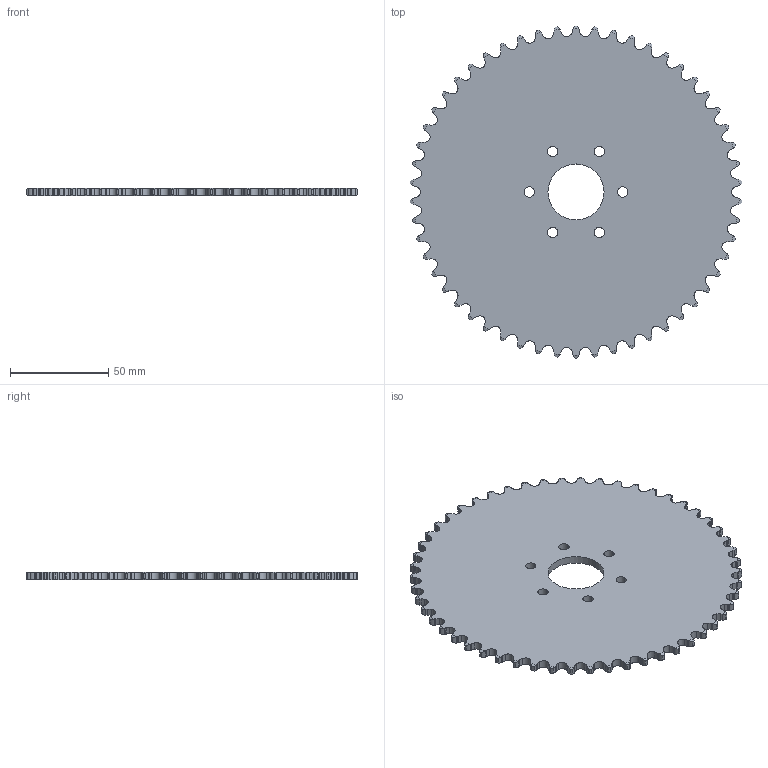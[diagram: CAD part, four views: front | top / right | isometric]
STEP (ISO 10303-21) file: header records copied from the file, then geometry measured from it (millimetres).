
FILE_DESCRIPTION (( 'STEP AP214' ), '1' );
FILE_NAME ('am-0225 S35-54L Sprocket.STEP', '2015-11-05T14:54:56', ( '' ), ( '' ), 'SwSTEP 2.0', 'SolidWorks 2014', '' );
FILE_SCHEMA (( 'AUTOMOTIVE_DESIGN' ));
Length unit declared in the file: inch
Products named in the file (1): am-0225 S35-54L Sprocket
Bounding box: 169.03 x 169.25 x 3.94 mm (x, y, z)
Volume: 79168.9 mm3; surface area: 44161.1 mm2
Topology: 1 solids, 1 shells, 693 faces, 2073 edges, 1382 vertices
Faces by surface type: cylinder 367, plane 218, cone 108
Entity records: 24369 total; most frequent: CARTESIAN_POINT 5249, ORIENTED_EDGE 4146, DIRECTION 4063, EDGE_CURVE 2073, AXIS2_PLACEMENT_3D 1524, VERTEX_POINT 1382, LINE 1015, VECTOR 1015
